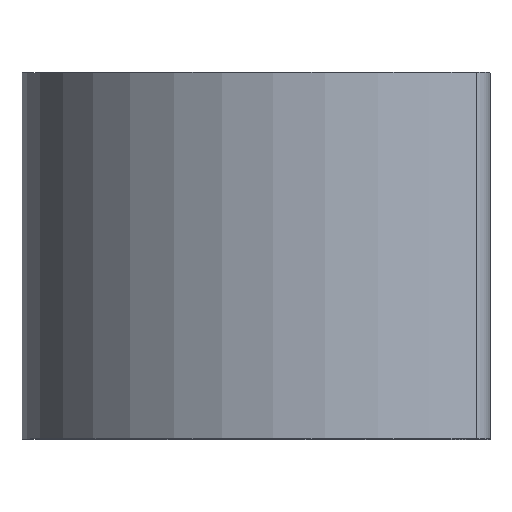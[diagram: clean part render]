
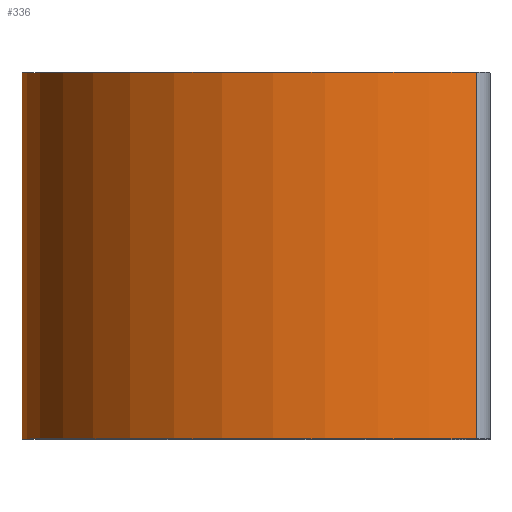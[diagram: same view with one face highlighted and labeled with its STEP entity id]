
A CAD part, top view. The second image highlights one B-rep face of the part: STEP entity #336.
In plain terms, the highlighted cylindrical face has radius 16.5 mm (diameter 33 mm), a partial arc.
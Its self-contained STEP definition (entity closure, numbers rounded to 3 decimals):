
#28=CYLINDRICAL_SURFACE('',#380,16.5);
#46=FACE_OUTER_BOUND('',#64,.T.);
#64=EDGE_LOOP('',(#309,#310,#311,#312));
#75=CIRCLE('',#350,16.5);
#88=CIRCLE('',#379,16.5);
#93=LINE('',#527,#117);
#112=LINE('',#585,#136);
#117=VECTOR('',#415,20.);
#136=VECTOR('',#482,20.);
#151=VERTEX_POINT('',#520);
#152=VERTEX_POINT('',#522);
#153=VERTEX_POINT('',#526);
#168=VERTEX_POINT('',#584);
#183=EDGE_CURVE('',#151,#152,#75,.T.);
#185=EDGE_CURVE('',#153,#152,#93,.T.);
#214=EDGE_CURVE('',#151,#168,#112,.T.);
#216=EDGE_CURVE('',#153,#168,#88,.T.);
#309=ORIENTED_EDGE('',*,*,#183,.F.);
#310=ORIENTED_EDGE('',*,*,#214,.T.);
#311=ORIENTED_EDGE('',*,*,#216,.F.);
#312=ORIENTED_EDGE('',*,*,#185,.T.);
#336=ADVANCED_FACE('',(#46),#28,.T.);
#350=AXIS2_PLACEMENT_3D('',#523,#409,#410);
#379=AXIS2_PLACEMENT_3D('',#588,#487,#488);
#380=AXIS2_PLACEMENT_3D('',#589,#489,#490);
#409=DIRECTION('center_axis',(0.,-1.,0.));
#410=DIRECTION('ref_axis',(0.504,0.,0.864));
#415=DIRECTION('',(0.,-1.,0.));
#482=DIRECTION('',(0.,1.,0.));
#487=DIRECTION('center_axis',(0.,1.,0.));
#488=DIRECTION('ref_axis',(0.504,0.,-0.864));
#489=DIRECTION('center_axis',(0.,1.,0.));
#490=DIRECTION('ref_axis',(-1.,0.,0.));
#520=CARTESIAN_POINT('',(8.313,-10.,14.253));
#522=CARTESIAN_POINT('',(8.313,-10.,-14.253));
#523=CARTESIAN_POINT('Origin',(0.,-10.,0.));
#526=CARTESIAN_POINT('',(8.313,10.,-14.253));
#527=CARTESIAN_POINT('',(8.313,10.,-14.253));
#584=CARTESIAN_POINT('',(8.313,10.,14.253));
#585=CARTESIAN_POINT('',(8.313,-10.,14.253));
#588=CARTESIAN_POINT('Origin',(0.,10.,0.));
#589=CARTESIAN_POINT('Origin',(0.,-10.,0.));
